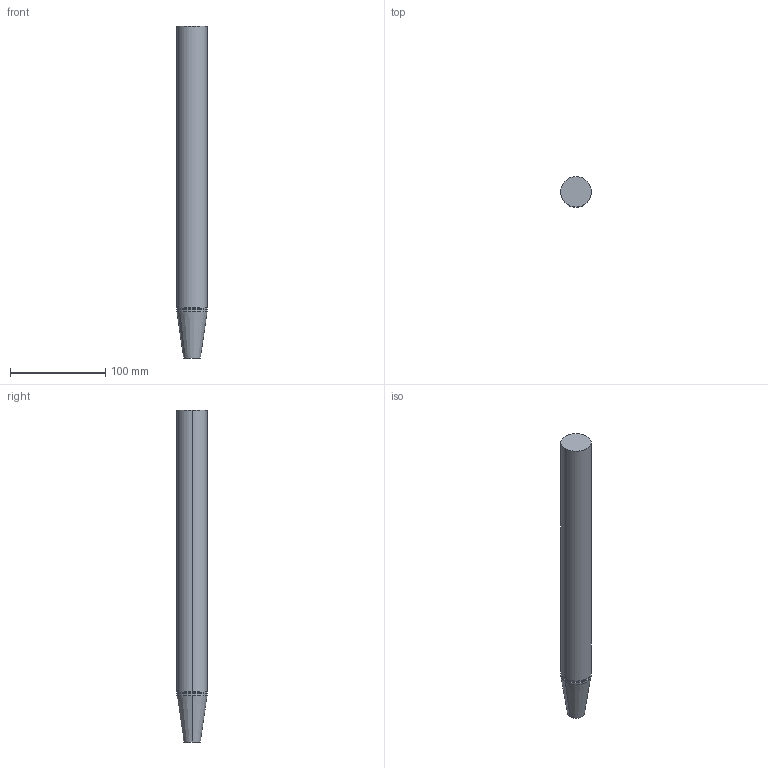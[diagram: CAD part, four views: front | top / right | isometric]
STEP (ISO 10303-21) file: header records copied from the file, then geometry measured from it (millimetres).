
FILE_DESCRIPTION (( 'STEP AP203' ), '1' );
FILE_NAME ('STP-86402-32-300.STEP', '2020-11-02T05:08:10', ( '' ), ( '' ), 'SwSTEP 2.0', 'SolidWorks 2017', '' );
FILE_SCHEMA (( 'CONFIG_CONTROL_DESIGN' ));
Length unit declared in the file: millimetre
Products named in the file (1): STP-86402-32-300
Bounding box: 32 x 32 x 348.4 mm (x, y, z)
Volume: 261130.2 mm3; surface area: 36321.5 mm2
Topology: 1 solids, 1 shells, 24 faces, 48 edges, 27 vertices
Faces by surface type: cylinder 12, cone 8, plane 4
Entity records: 685 total; most frequent: DIRECTION 122, CARTESIAN_POINT 98, ORIENTED_EDGE 92, AXIS2_PLACEMENT_3D 51, EDGE_CURVE 46, VERTEX_POINT 27, EDGE_LOOP 27, CIRCLE 26
